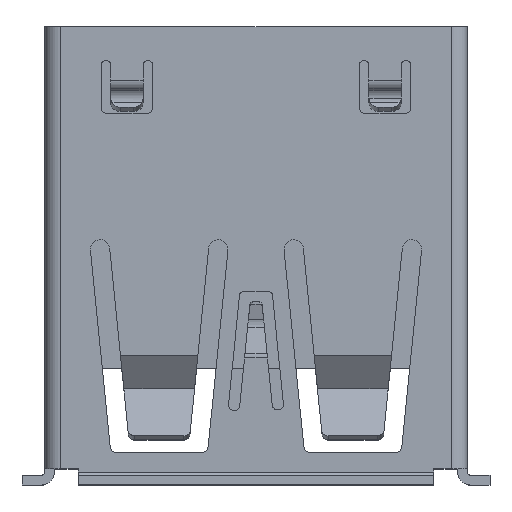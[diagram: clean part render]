
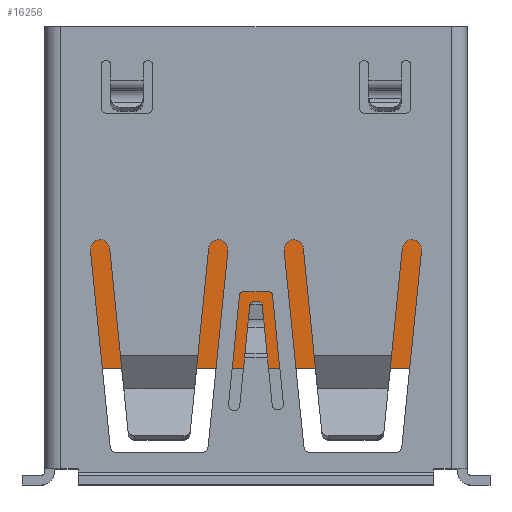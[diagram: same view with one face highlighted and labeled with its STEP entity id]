
A CAD part, top view. The second image highlights one B-rep face of the part: STEP entity #16256.
In plain terms, the highlighted planar face has unit normal (0, 0, 1).
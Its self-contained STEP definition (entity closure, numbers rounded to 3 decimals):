
#52 = DIRECTION ( 'NONE',  ( -1., 0., 0. ) ) ;
#222 = CARTESIAN_POINT ( 'NONE',  ( 6.057, -3.8, 5.888 ) ) ;
#443 = DIRECTION ( 'NONE',  ( 0., 0., -1. ) ) ;
#1077 = CARTESIAN_POINT ( 'NONE',  ( -6.043, -9.3, 5.888 ) ) ;
#1126 = ORIENTED_EDGE ( 'NONE', *, *, #5092, .T. ) ;
#1576 = PLANE ( 'NONE',  #14312 ) ;
#1641 = CARTESIAN_POINT ( 'NONE',  ( 6.057, -9.3, 5.888 ) ) ;
#1943 = EDGE_CURVE ( 'NONE', #14986, #16845, #4133, .T. ) ;
#2908 = EDGE_LOOP ( 'NONE', ( #1126, #7603, #5272, #14132 ) ) ;
#2942 = VECTOR ( 'NONE', #6807, 1000. ) ;
#2985 = VECTOR ( 'NONE', #52, 1000. ) ;
#3147 = CARTESIAN_POINT ( 'NONE',  ( 6.057, -9.3, 5.888 ) ) ;
#3594 = CARTESIAN_POINT ( 'NONE',  ( 6.057, -9.3, 5.888 ) ) ;
#4133 = LINE ( 'NONE', #3147, #2942 ) ;
#4521 = CARTESIAN_POINT ( 'NONE',  ( 6.057, -9.3, 5.888 ) ) ;
#5092 = EDGE_CURVE ( 'NONE', #16845, #7849, #6810, .T. ) ;
#5127 = VECTOR ( 'NONE', #8536, 1000. ) ;
#5272 = ORIENTED_EDGE ( 'NONE', *, *, #7600, .F. ) ;
#5827 = DIRECTION ( 'NONE',  ( 0., -1., 0. ) ) ;
#6807 = DIRECTION ( 'NONE',  ( 0., 1., 0. ) ) ;
#6810 = LINE ( 'NONE', #10522, #2985 ) ;
#7600 = EDGE_CURVE ( 'NONE', #14986, #14910, #12574, .T. ) ;
#7603 = ORIENTED_EDGE ( 'NONE', *, *, #10203, .F. ) ;
#7849 = VERTEX_POINT ( 'NONE', #9992 ) ;
#8536 = DIRECTION ( 'NONE',  ( -1., 0., 0. ) ) ;
#9992 = CARTESIAN_POINT ( 'NONE',  ( -6.043, -3.8, 5.888 ) ) ;
#10203 = EDGE_CURVE ( 'NONE', #14910, #7849, #16652, .T. ) ;
#10522 = CARTESIAN_POINT ( 'NONE',  ( 6.057, -3.8, 5.888 ) ) ;
#11632 = DIRECTION ( 'NONE',  ( 0., 1., 0. ) ) ;
#12574 = LINE ( 'NONE', #3594, #5127 ) ;
#14132 = ORIENTED_EDGE ( 'NONE', *, *, #1943, .T. ) ;
#14312 = AXIS2_PLACEMENT_3D ( 'NONE', #4521, #443, #5827 ) ;
#14910 = VERTEX_POINT ( 'NONE', #15823 ) ;
#14986 = VERTEX_POINT ( 'NONE', #1641 ) ;
#15823 = CARTESIAN_POINT ( 'NONE',  ( -6.043, -9.3, 5.888 ) ) ;
#16256 = ADVANCED_FACE ( 'NONE', ( #16291 ), #1576, .F. ) ;
#16291 = FACE_OUTER_BOUND ( 'NONE', #2908, .T. ) ;
#16652 = LINE ( 'NONE', #1077, #16749 ) ;
#16749 = VECTOR ( 'NONE', #11632, 1000. ) ;
#16845 = VERTEX_POINT ( 'NONE', #222 ) ;
